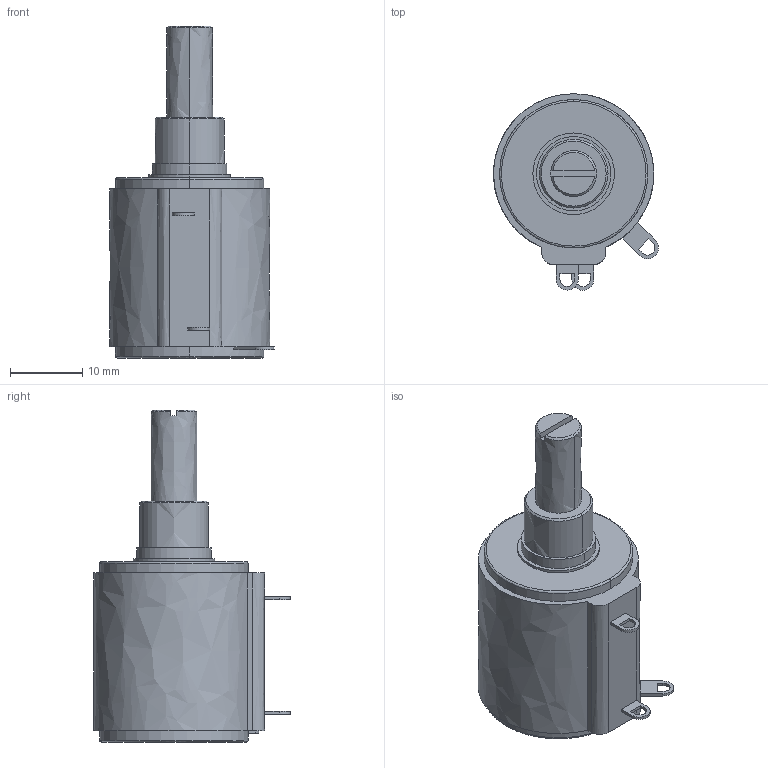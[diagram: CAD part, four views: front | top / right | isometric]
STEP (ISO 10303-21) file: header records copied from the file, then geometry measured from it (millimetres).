
FILE_DESCRIPTION((''),'2;1');
FILE_NAME('3500S-2-RC','2010-08-27T',('minhn'),('Bourns, Inc.'),'PRO/ENGINEER BY PARAMETRIC TECHNOLOGY CORPORATION, 2001200','PRO/ENGINEER BY PARAMETRIC TECHNOLOGY CORPORATION, 2001200','');
FILE_SCHEMA(('AUTOMOTIVE_DESIGN_CC2 { 1 2 10303 214 -1 1 5 2 }'));
Length unit declared in the file: inch
Products named in the file (1): 3500S-2-RC
Bounding box: 22.87 x 27.24 x 46.04 mm (x, y, z)
Volume: 10934.5 mm3; surface area: 3167.8 mm2
Topology: 1 solids, 1 shells, 67 faces, 165 edges, 106 vertices
Faces by surface type: bspline 67
Entity records: 3365 total; most frequent: CARTESIAN_POINT 1231, ORIENTED_EDGE 330, DIRECTION 225, PRESENTATION_STYLE_ASSIGNMENT 182, STYLED_ITEM 167, CURVE_STYLE 165, EDGE_CURVE 165, VERTEX_POINT 106
